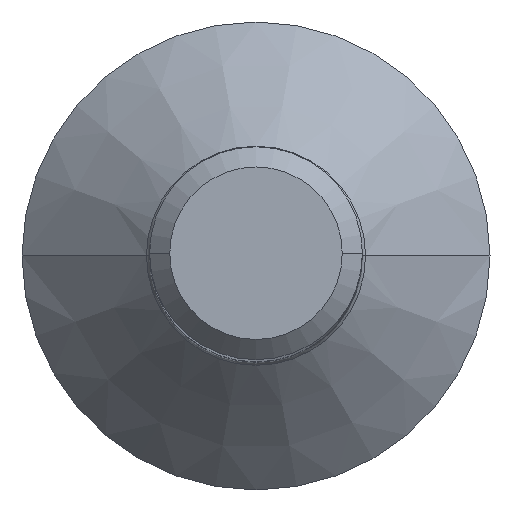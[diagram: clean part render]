
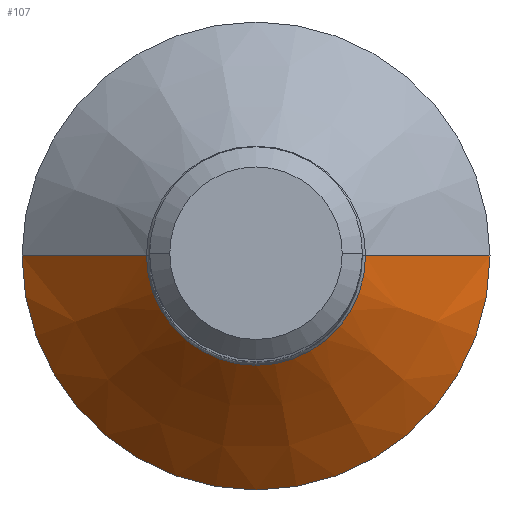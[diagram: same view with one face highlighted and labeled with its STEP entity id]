
A CAD part, top view. The second image highlights one B-rep face of the part: STEP entity #107.
In plain terms, the highlighted conical face has half-angle 45 degrees and reference radius 4.397 mm.
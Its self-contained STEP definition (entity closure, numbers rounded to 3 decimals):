
#9 = EDGE_CURVE ( 'NONE', #67, #316, #147, .T. ) ;
#20 = FACE_OUTER_BOUND ( 'NONE', #688, .T. ) ;
#51 = VECTOR ( 'NONE', #494, 1000. ) ;
#55 = VERTEX_POINT ( 'NONE', #495 ) ;
#67 = VERTEX_POINT ( 'NONE', #567 ) ;
#85 = CARTESIAN_POINT ( 'NONE',  ( 0., 0., 2.339 ) ) ;
#91 = CONICAL_SURFACE ( 'NONE', #472, 4.397, 0.785 ) ;
#96 = DIRECTION ( 'NONE',  ( 1., 0., 0. ) ) ;
#102 = CARTESIAN_POINT ( 'NONE',  ( 0., 0., 0. ) ) ;
#107 = ADVANCED_FACE ( 'NONE', ( #20 ), #91, .T. ) ;
#126 = VERTEX_POINT ( 'NONE', #508 ) ;
#136 = CIRCLE ( 'NONE', #619, 4.397 ) ;
#147 = CIRCLE ( 'NONE', #276, 2.059 ) ;
#160 = CARTESIAN_POINT ( 'NONE',  ( 0., 0., 0. ) ) ;
#167 = DIRECTION ( 'NONE',  ( 0., 0., -1. ) ) ;
#265 = EDGE_CURVE ( 'NONE', #126, #55, #136, .T. ) ;
#276 = AXIS2_PLACEMENT_3D ( 'NONE', #85, #167, #96 ) ;
#277 = DIRECTION ( 'NONE',  ( 0.707, 0., -0.707 ) ) ;
#300 = ORIENTED_EDGE ( 'NONE', *, *, #850, .T. ) ;
#316 = VERTEX_POINT ( 'NONE', #706 ) ;
#349 = ORIENTED_EDGE ( 'NONE', *, *, #9, .T. ) ;
#352 = CARTESIAN_POINT ( 'NONE',  ( 4.397, 0., 0. ) ) ;
#418 = LINE ( 'NONE', #352, #645 ) ;
#429 = CARTESIAN_POINT ( 'NONE',  ( -4.397, 0., 0. ) ) ;
#472 = AXIS2_PLACEMENT_3D ( 'NONE', #102, #776, #846 ) ;
#474 = LINE ( 'NONE', #429, #51 ) ;
#494 = DIRECTION ( 'NONE',  ( -0.707, 0., -0.707 ) ) ;
#495 = CARTESIAN_POINT ( 'NONE',  ( 4.397, 0., 0. ) ) ;
#508 = CARTESIAN_POINT ( 'NONE',  ( -4.397, 0., 0. ) ) ;
#509 = ORIENTED_EDGE ( 'NONE', *, *, #766, .F. ) ;
#511 = ORIENTED_EDGE ( 'NONE', *, *, #265, .T. ) ;
#567 = CARTESIAN_POINT ( 'NONE',  ( 2.059, 0., 2.339 ) ) ;
#619 = AXIS2_PLACEMENT_3D ( 'NONE', #160, #628, #690 ) ;
#628 = DIRECTION ( 'NONE',  ( 0., 0., 1. ) ) ;
#645 = VECTOR ( 'NONE', #277, 1000. ) ;
#688 = EDGE_LOOP ( 'NONE', ( #509, #349, #300, #511 ) ) ;
#690 = DIRECTION ( 'NONE',  ( -1., 0., 0. ) ) ;
#706 = CARTESIAN_POINT ( 'NONE',  ( -2.059, 0., 2.339 ) ) ;
#766 = EDGE_CURVE ( 'NONE', #67, #55, #418, .T. ) ;
#776 = DIRECTION ( 'NONE',  ( 0., 0., -1. ) ) ;
#846 = DIRECTION ( 'NONE',  ( -1., 0., 0. ) ) ;
#850 = EDGE_CURVE ( 'NONE', #316, #126, #474, .T. ) ;
